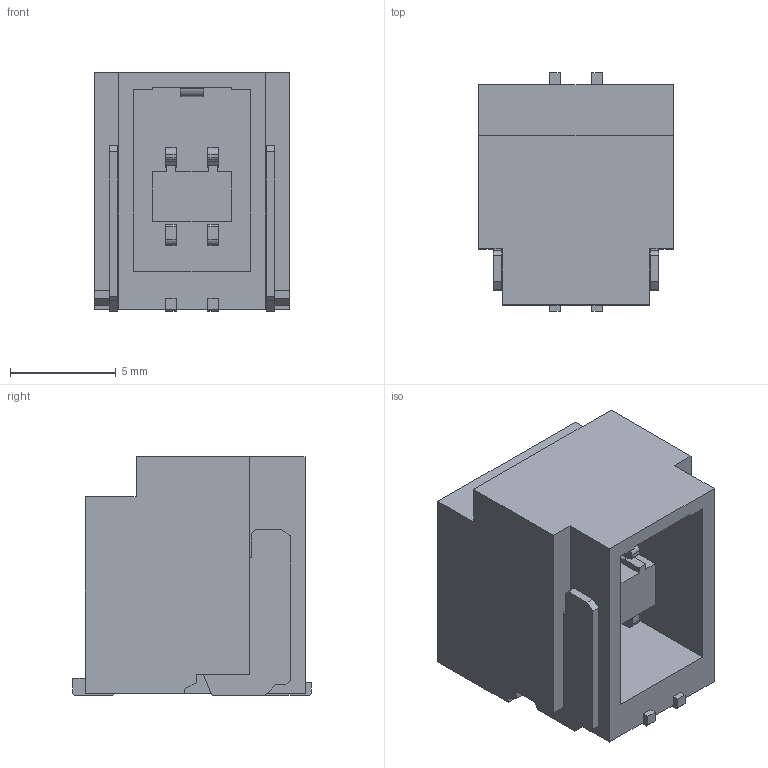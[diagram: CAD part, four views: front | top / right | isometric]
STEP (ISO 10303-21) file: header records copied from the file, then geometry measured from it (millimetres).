
FILE_DESCRIPTION(/* description */ (''),/* implementation_level */ '2;1');
FILE_NAME(/* name */ '2202050471wbm000_01_214.stp',/* time_stamp */ '2024-10-09T10:03:05+06:00',/* author */ (''),/* organization */ (''),/* preprocessor_version */ 'ST-DEVELOPER v16.7',/* originating_system */ 'SIEMENS PLM Software NX 1919',/* authorisation */ '');
FILE_SCHEMA (('AUTOMOTIVE_DESIGN { 1 0 10303 214 3 1 1 1 }'));
Length unit declared in the file: millimetre
Products named in the file (1): 2202050471wbm000_01
Bounding box: 9.2 x 11.3 x 11.3 mm (x, y, z)
Volume: 741 mm3; surface area: 920.9 mm2
Topology: 1 solids, 1 shells, 136 faces, 405 edges, 303 vertices
Faces by surface type: plane 127, cylinder 9
Entity records: 4555 total; most frequent: CARTESIAN_POINT 797, ORIENTED_EDGE 762, DIRECTION 697, LINE 387, VECTOR 387, EDGE_CURVE 381, VERTEX_POINT 254, AXIS2_PLACEMENT_3D 155
